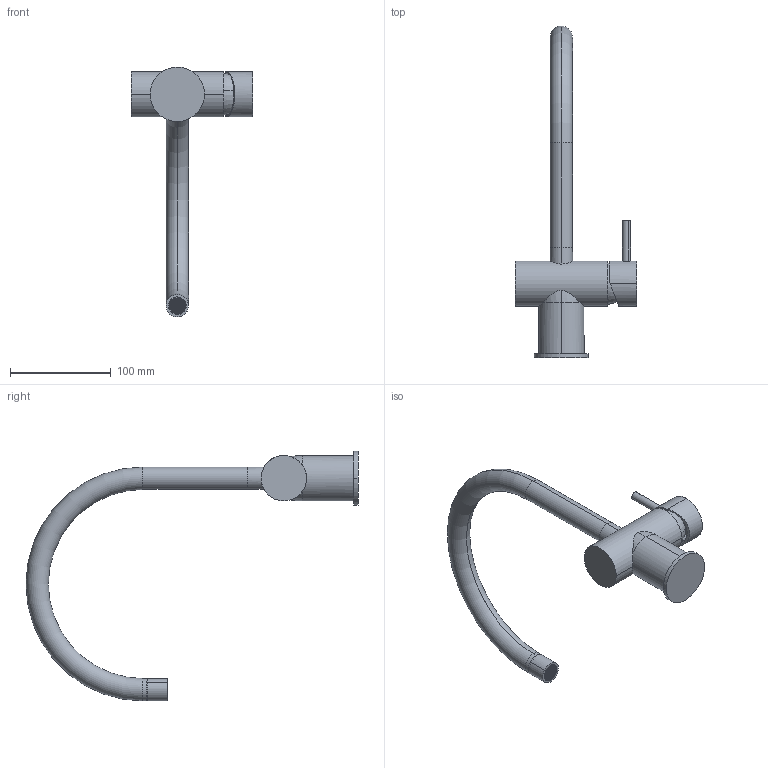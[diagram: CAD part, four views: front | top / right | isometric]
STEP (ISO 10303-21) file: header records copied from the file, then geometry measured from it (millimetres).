
FILE_DESCRIPTION (( 'STEP AP214' ), '1' );
FILE_NAME ('SSMCLCLH_shell.STEP', '2018-10-26T04:41:46', ( 'khoa' ), ( '' ), 'SwSTEP 2.0', 'SolidWorks 2016', '' );
FILE_SCHEMA (( 'AUTOMOTIVE_DESIGN' ));
Length unit declared in the file: millimetre
Products named in the file (2): SSMCLCLH_shell
Bounding box: 121.1 x 329.73 x 248.11 mm (x, y, z)
Volume: 250916.6 mm3; surface area: 114858.9 mm2
Topology: 9 solids, 9 shells, 1570 faces, 3989 edges, 2652 vertices
Faces by surface type: plane 1433, cylinder 105, cone 20, torus 12
Entity records: 62123 total; most frequent: CARTESIAN_POINT 8776, ORIENTED_EDGE 7978, DIRECTION 7357, EDGE_CURVE 3989, LINE 3725, VECTOR 3725, VERTEX_POINT 2652, AXIS2_PLACEMENT_3D 1816
